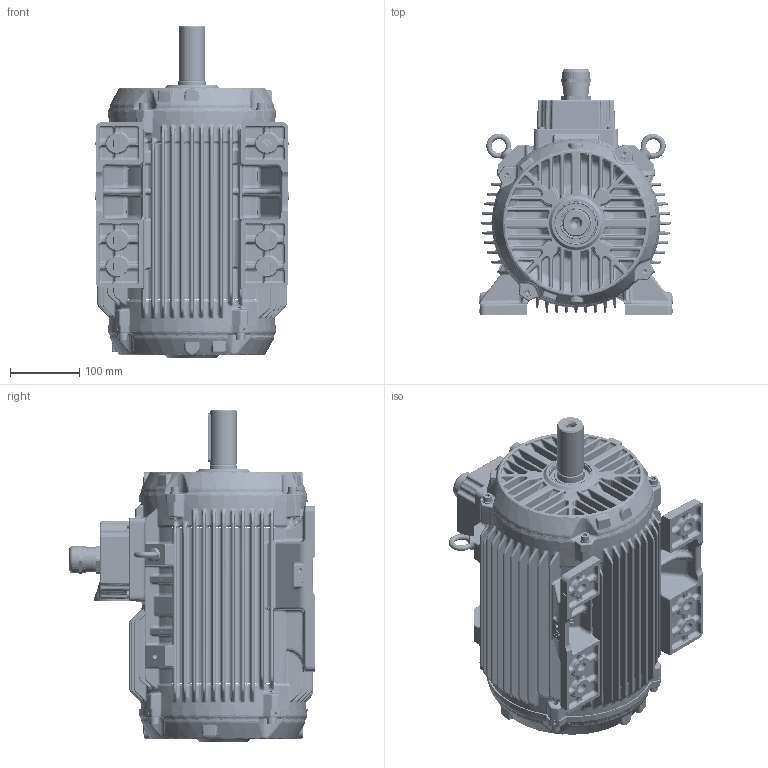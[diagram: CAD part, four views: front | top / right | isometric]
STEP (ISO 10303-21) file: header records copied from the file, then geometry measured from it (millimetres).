
FILE_DESCRIPTION(/* description */ (''),/* implementation_level */ '2;1');
FILE_NAME(/* name */ '652192101.stp',/* time_stamp */ '2023-01-23T15:31:33+03:00',/* author */ (''),/* organization */ (''),/* preprocessor_version */ 'ST-DEVELOPER v16',/* originating_system */ 'SIEMENS PLM Software NX 11.0',/* authorisation */ '');
FILE_SCHEMA (('AUTOMOTIVE_DESIGN { 1 0 10303 214 3 1 1 1 }'));
Products named in the file (1): 26032C0836B7xj3q
Bounding box: 279.6 x 354.5 x 479 mm (x, y, z)
Surface area: 931433.1 mm2 (no closed solid volume)
Topology: 0 solids, 47 shells, 6810 faces, 17702 edges, 10353 vertices
Faces by surface type: bspline 3209, cylinder 1480, plane 848, torus 623, cone 458, sphere 186, extrusion 6
Full cylindrical faces by diameter (mm): 2.5 x2, 3.3 x4, 5 x2, 6.8 x8, 8.5 x2, 10 x4, 10.3 x1, 12.73 x8, 13 x1, 20 x2, 22 x1, 25 x1, 35.331 x1, 36.855 x1, 37.4 x1, 38 x1, 39.599 x2, 39.98 x1, 44 x1, 58.4 x1, 58.6 x1, 62 x1, 239 x1
Entity records: 290308 total; most frequent: CARTESIAN_POINT 148551, ORIENTED_EDGE 32094, DIRECTION 25158, EDGE_CURVE 17362, AXIS2_PLACEMENT_3D 10861, VERTEX_POINT 10315, EDGE_LOOP 7092, ADVANCED_FACE 6810
